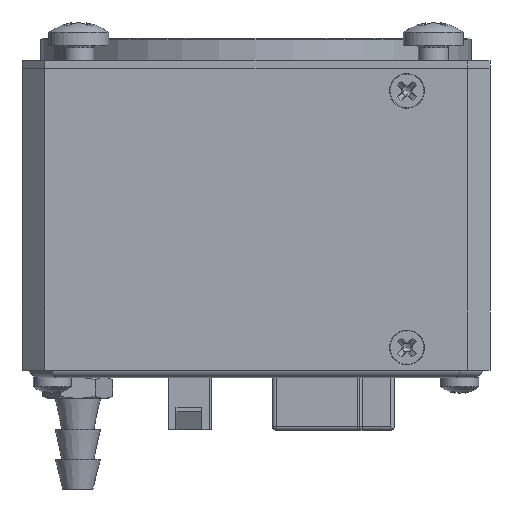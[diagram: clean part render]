
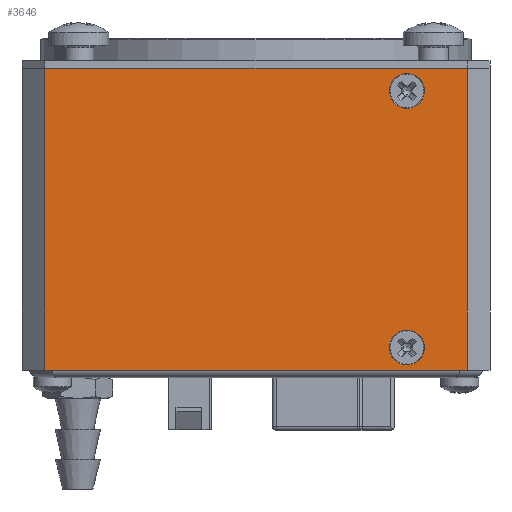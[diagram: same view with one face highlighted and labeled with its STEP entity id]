
A CAD part, front view. The second image highlights one B-rep face of the part: STEP entity #3646.
In plain terms, the highlighted planar face has unit normal (0, -1, 0).
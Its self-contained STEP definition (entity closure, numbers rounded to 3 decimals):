
#2810 = VERTEX_POINT('',#2811);
#2811 = CARTESIAN_POINT('',(28.,-31.,42.));
#2817 = EDGE_CURVE('',#2818,#2810,#2820,.T.);
#2818 = VERTEX_POINT('',#2819);
#2819 = CARTESIAN_POINT('',(-28.,-31.,42.));
#2820 = LINE('',#2821,#2822);
#2821 = CARTESIAN_POINT('',(-28.,-31.,42.));
#2822 = VECTOR('',#2823,1.);
#2823 = DIRECTION('',(1.,0.,0.));
#3465 = VERTEX_POINT('',#3466);
#3466 = CARTESIAN_POINT('',(-28.,-31.,2.));
#3472 = EDGE_CURVE('',#3465,#3473,#3475,.T.);
#3473 = VERTEX_POINT('',#3474);
#3474 = CARTESIAN_POINT('',(28.,-31.,2.));
#3475 = LINE('',#3476,#3477);
#3476 = CARTESIAN_POINT('',(-28.,-31.,2.));
#3477 = VECTOR('',#3478,1.);
#3478 = DIRECTION('',(1.,0.,0.));
#3633 = EDGE_CURVE('',#3473,#2810,#3634,.T.);
#3634 = LINE('',#3635,#3636);
#3635 = CARTESIAN_POINT('',(28.,-31.,2.));
#3636 = VECTOR('',#3637,1.);
#3637 = DIRECTION('',(0.,0.,1.));
#3646 = ADVANCED_FACE('',(#3647,#3658,#3678),#3698,.T.);
#3647 = FACE_BOUND('',#3648,.F.);
#3648 = EDGE_LOOP('',(#3649,#3655,#3656,#3657));
#3649 = ORIENTED_EDGE('',*,*,#3650,.T.);
#3650 = EDGE_CURVE('',#3465,#2818,#3651,.T.);
#3651 = LINE('',#3652,#3653);
#3652 = CARTESIAN_POINT('',(-28.,-31.,2.));
#3653 = VECTOR('',#3654,1.);
#3654 = DIRECTION('',(0.,0.,1.));
#3655 = ORIENTED_EDGE('',*,*,#2817,.T.);
#3656 = ORIENTED_EDGE('',*,*,#3633,.F.);
#3657 = ORIENTED_EDGE('',*,*,#3472,.F.);
#3658 = FACE_BOUND('',#3659,.F.);
#3659 = EDGE_LOOP('',(#3660,#3671));
#3660 = ORIENTED_EDGE('',*,*,#3661,.F.);
#3661 = EDGE_CURVE('',#3662,#3664,#3666,.T.);
#3662 = VERTEX_POINT('',#3663);
#3663 = CARTESIAN_POINT('',(20.,-31.,7.3));
#3664 = VERTEX_POINT('',#3665);
#3665 = CARTESIAN_POINT('',(20.,-31.,2.7));
#3666 = CIRCLE('',#3667,2.3);
#3667 = AXIS2_PLACEMENT_3D('',#3668,#3669,#3670);
#3668 = CARTESIAN_POINT('',(20.,-31.,5.));
#3669 = DIRECTION('',(0.,1.,0.));
#3670 = DIRECTION('',(0.,-0.,1.));
#3671 = ORIENTED_EDGE('',*,*,#3672,.F.);
#3672 = EDGE_CURVE('',#3664,#3662,#3673,.T.);
#3673 = CIRCLE('',#3674,2.3);
#3674 = AXIS2_PLACEMENT_3D('',#3675,#3676,#3677);
#3675 = CARTESIAN_POINT('',(20.,-31.,5.));
#3676 = DIRECTION('',(0.,1.,0.));
#3677 = DIRECTION('',(0.,0.,-1.));
#3678 = FACE_BOUND('',#3679,.F.);
#3679 = EDGE_LOOP('',(#3680,#3691));
#3680 = ORIENTED_EDGE('',*,*,#3681,.F.);
#3681 = EDGE_CURVE('',#3682,#3684,#3686,.T.);
#3682 = VERTEX_POINT('',#3683);
#3683 = CARTESIAN_POINT('',(20.,-31.,41.3));
#3684 = VERTEX_POINT('',#3685);
#3685 = CARTESIAN_POINT('',(20.,-31.,36.7));
#3686 = CIRCLE('',#3687,2.3);
#3687 = AXIS2_PLACEMENT_3D('',#3688,#3689,#3690);
#3688 = CARTESIAN_POINT('',(20.,-31.,39.));
#3689 = DIRECTION('',(0.,1.,0.));
#3690 = DIRECTION('',(0.,-0.,1.));
#3691 = ORIENTED_EDGE('',*,*,#3692,.F.);
#3692 = EDGE_CURVE('',#3684,#3682,#3693,.T.);
#3693 = CIRCLE('',#3694,2.3);
#3694 = AXIS2_PLACEMENT_3D('',#3695,#3696,#3697);
#3695 = CARTESIAN_POINT('',(20.,-31.,39.));
#3696 = DIRECTION('',(0.,1.,0.));
#3697 = DIRECTION('',(0.,0.,-1.));
#3698 = PLANE('',#3699);
#3699 = AXIS2_PLACEMENT_3D('',#3700,#3701,#3702);
#3700 = CARTESIAN_POINT('',(-31.,-31.,0.));
#3701 = DIRECTION('',(0.,-1.,0.));
#3702 = DIRECTION('',(1.,0.,0.));
